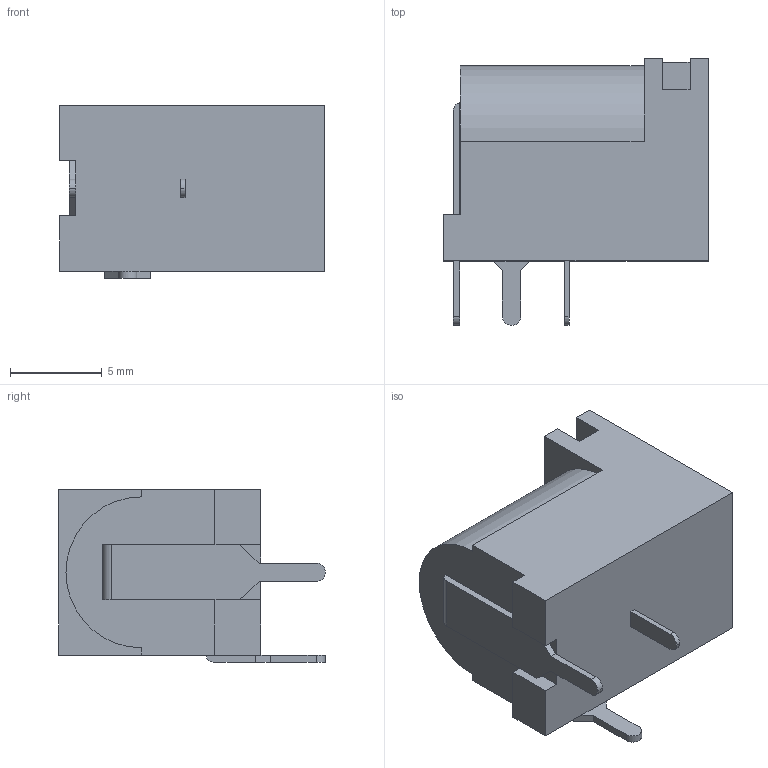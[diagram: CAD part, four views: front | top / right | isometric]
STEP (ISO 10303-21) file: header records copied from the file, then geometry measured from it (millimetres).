
FILE_DESCRIPTION(('STEP AP242'),'1');
FILE_NAME('pj-102ah.stp','2019-04-22T06:50:04',('TraceParts'),('TraceParts S.A.'),'Spatial InterOp 3D',' ',' ');
FILE_SCHEMA(('AP242_MANAGED_MODEL_BASED_3D_ENGINEERING_MIM_LF {1 0 10303 442 1 1 4}'));
Length unit declared in the file: millimetre
Products named in the file (1): pj-102ah
Bounding box: 14.4 x 14.5 x 9.4 mm (x, y, z)
Volume: 1001.3 mm3; surface area: 979.3 mm2
Topology: 1 solids, 1 shells, 61 faces, 160 edges, 104 vertices
Faces by surface type: plane 47, cylinder 12, cone 2
Entity records: 2369 total; most frequent: CARTESIAN_POINT 326, ORIENTED_EDGE 320, DIRECTION 310, EDGE_CURVE 160, LINE 134, VECTOR 134, VERTEX_POINT 104, AXIS2_PLACEMENT_3D 88
